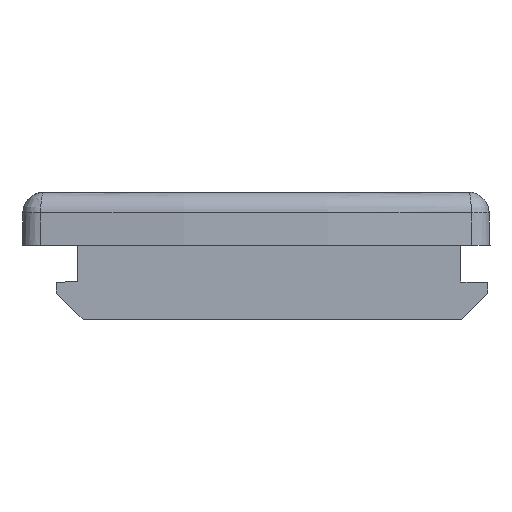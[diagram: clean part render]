
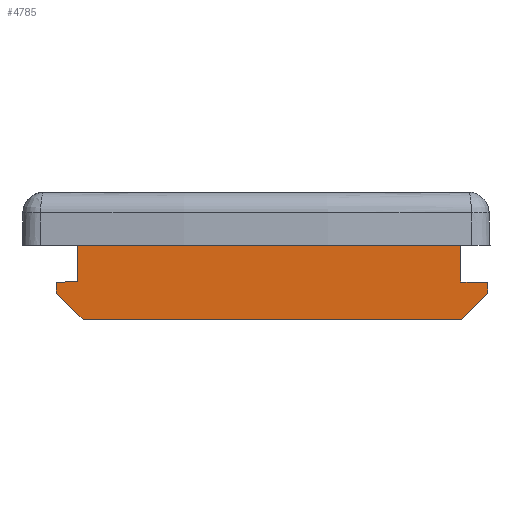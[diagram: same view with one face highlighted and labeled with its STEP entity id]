
A CAD part, front view. The second image highlights one B-rep face of the part: STEP entity #4785.
In plain terms, the highlighted planar face has unit normal (0, -1, 0).
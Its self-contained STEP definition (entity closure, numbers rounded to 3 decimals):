
#4701=AXIS2_PLACEMENT_3D('Plane Axis2P3D',#4698,#4699,#4700) ;
#4698=CARTESIAN_POINT('Axis2P3D Location',(43.974,14.987,7.)) ;
#4703=CARTESIAN_POINT('Line Origine',(23.539,14.987,0.)) ;
#4707=CARTESIAN_POINT('Vertex',(41.341,14.987,0.)) ;
#4709=CARTESIAN_POINT('Vertex',(5.737,14.987,0.)) ;
#4712=CARTESIAN_POINT('Line Origine',(42.547,14.987,1.25)) ;
#4716=CARTESIAN_POINT('Vertex',(43.754,14.987,2.5)) ;
#4719=CARTESIAN_POINT('Line Origine',(43.746,14.987,3.006)) ;
#4723=CARTESIAN_POINT('Vertex',(43.737,14.987,3.513)) ;
#4726=CARTESIAN_POINT('Line Origine',(42.487,14.987,3.535)) ;
#4730=CARTESIAN_POINT('Vertex',(41.237,14.987,3.556)) ;
#4733=CARTESIAN_POINT('Line Origine',(41.237,14.987,5.278)) ;
#4737=CARTESIAN_POINT('Vertex',(41.237,14.987,7.)) ;
#4740=CARTESIAN_POINT('Line Origine',(23.237,14.987,7.)) ;
#4744=CARTESIAN_POINT('Vertex',(5.237,14.987,7.)) ;
#4747=CARTESIAN_POINT('Line Origine',(5.237,14.987,5.3)) ;
#4751=CARTESIAN_POINT('Vertex',(5.237,14.987,3.6)) ;
#4754=CARTESIAN_POINT('Line Origine',(4.237,14.987,3.565)) ;
#4758=CARTESIAN_POINT('Vertex',(3.237,14.987,3.53)) ;
#4761=CARTESIAN_POINT('Line Origine',(3.237,14.987,3.015)) ;
#4765=CARTESIAN_POINT('Vertex',(3.237,14.987,2.5)) ;
#4768=CARTESIAN_POINT('Line Origine',(4.487,14.987,1.25)) ;
#4699=DIRECTION('Axis2P3D Direction',(0.,-1.,0.)) ;
#4700=DIRECTION('Axis2P3D XDirection',(1.,0.,0.)) ;
#4704=DIRECTION('Vector Direction',(-1.,0.,0.)) ;
#4713=DIRECTION('Vector Direction',(0.695,0.,0.719)) ;
#4720=DIRECTION('Vector Direction',(0.017,0.,-1.)) ;
#4727=DIRECTION('Vector Direction',(-1.,0.,0.017)) ;
#4734=DIRECTION('Vector Direction',(0.,0.,-1.)) ;
#4741=DIRECTION('Vector Direction',(-1.,0.,0.)) ;
#4748=DIRECTION('Vector Direction',(0.,0.,-1.)) ;
#4755=DIRECTION('Vector Direction',(0.999,0.,0.035)) ;
#4762=DIRECTION('Vector Direction',(0.,0.,1.)) ;
#4769=DIRECTION('Vector Direction',(0.707,0.,-0.707)) ;
#4705=VECTOR('Line Direction',#4704,1.) ;
#4714=VECTOR('Line Direction',#4713,1.) ;
#4721=VECTOR('Line Direction',#4720,1.) ;
#4728=VECTOR('Line Direction',#4727,1.) ;
#4735=VECTOR('Line Direction',#4734,1.) ;
#4742=VECTOR('Line Direction',#4741,1.) ;
#4749=VECTOR('Line Direction',#4748,1.) ;
#4756=VECTOR('Line Direction',#4755,1.) ;
#4763=VECTOR('Line Direction',#4762,1.) ;
#4770=VECTOR('Line Direction',#4769,1.) ;
#4774=ORIENTED_EDGE('',*,*,#4711,.F.) ;
#4775=ORIENTED_EDGE('',*,*,#4718,.T.) ;
#4776=ORIENTED_EDGE('',*,*,#4725,.F.) ;
#4777=ORIENTED_EDGE('',*,*,#4732,.T.) ;
#4778=ORIENTED_EDGE('',*,*,#4739,.F.) ;
#4779=ORIENTED_EDGE('',*,*,#4746,.T.) ;
#4780=ORIENTED_EDGE('',*,*,#4753,.T.) ;
#4781=ORIENTED_EDGE('',*,*,#4760,.F.) ;
#4782=ORIENTED_EDGE('',*,*,#4767,.F.) ;
#4783=ORIENTED_EDGE('',*,*,#4772,.T.) ;
#4785=ADVANCED_FACE('CABTITE EP B 24/14 GY',(#4784),#4702,.T.) ;
#4711=EDGE_CURVE('',#4708,#4710,#4706,.T.) ;
#4718=EDGE_CURVE('',#4708,#4717,#4715,.T.) ;
#4725=EDGE_CURVE('',#4724,#4717,#4722,.T.) ;
#4732=EDGE_CURVE('',#4724,#4731,#4729,.T.) ;
#4739=EDGE_CURVE('',#4738,#4731,#4736,.T.) ;
#4746=EDGE_CURVE('',#4738,#4745,#4743,.T.) ;
#4753=EDGE_CURVE('',#4745,#4752,#4750,.T.) ;
#4760=EDGE_CURVE('',#4759,#4752,#4757,.T.) ;
#4767=EDGE_CURVE('',#4766,#4759,#4764,.T.) ;
#4772=EDGE_CURVE('',#4766,#4710,#4771,.T.) ;
#4773=EDGE_LOOP('',(#4774,#4775,#4776,#4777,#4778,#4779,#4780,#4781,#4782,#4783)) ;
#4784=FACE_OUTER_BOUND('',#4773,.T.) ;
#4706=LINE('Line',#4703,#4705) ;
#4715=LINE('Line',#4712,#4714) ;
#4722=LINE('Line',#4719,#4721) ;
#4729=LINE('Line',#4726,#4728) ;
#4736=LINE('Line',#4733,#4735) ;
#4743=LINE('Line',#4740,#4742) ;
#4750=LINE('Line',#4747,#4749) ;
#4757=LINE('Line',#4754,#4756) ;
#4764=LINE('Line',#4761,#4763) ;
#4771=LINE('Line',#4768,#4770) ;
#4702=PLANE('',#4701) ;
#4708=VERTEX_POINT('',#4707) ;
#4710=VERTEX_POINT('',#4709) ;
#4717=VERTEX_POINT('',#4716) ;
#4724=VERTEX_POINT('',#4723) ;
#4731=VERTEX_POINT('',#4730) ;
#4738=VERTEX_POINT('',#4737) ;
#4745=VERTEX_POINT('',#4744) ;
#4752=VERTEX_POINT('',#4751) ;
#4759=VERTEX_POINT('',#4758) ;
#4766=VERTEX_POINT('',#4765) ;
